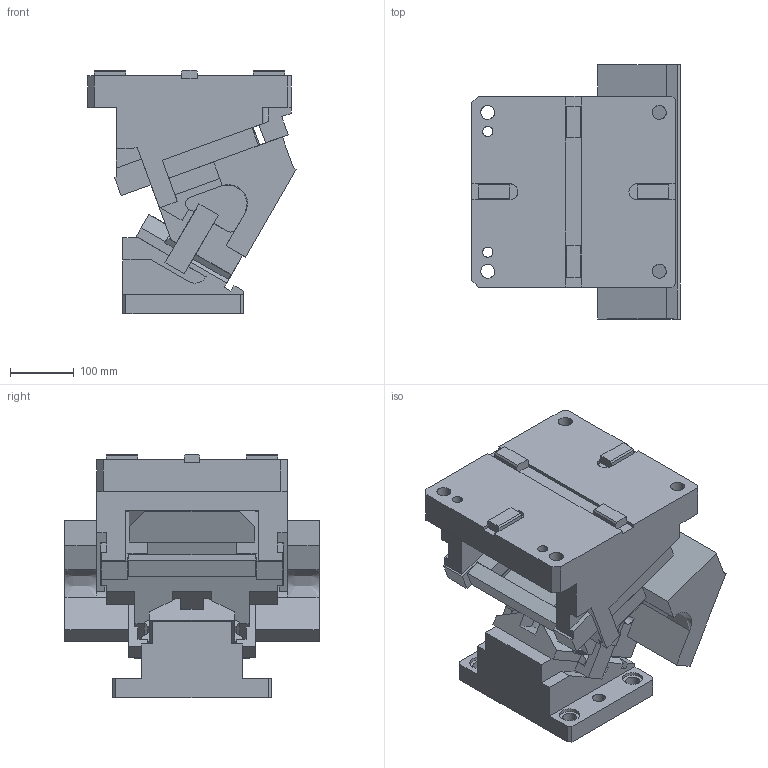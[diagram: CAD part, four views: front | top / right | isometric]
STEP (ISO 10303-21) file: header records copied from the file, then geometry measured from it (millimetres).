
FILE_DESCRIPTION(('CATIA V5 STEP Exchange'),'2;1');
FILE_NAME('CACN_400_30.stp','2015-04-27T12:27:11+00:00',('none'),('none'),'CATIA Version 5 Release 19 SP 2 (IN-10)','CATIA V5 STEP AP203','none');
FILE_SCHEMA(('CONFIG_CONTROL_DESIGN'));
Length unit declared in the file: millimetre
Products named in the file (1): CACN_400_30
Bounding box: 327.83 x 400 x 384 mm (x, y, z)
Volume: 20839473.9 mm3; surface area: 1135748.2 mm2
Topology: 3 solids, 3 shells, 331 faces, 955 edges, 638 vertices
Faces by surface type: plane 259, cylinder 70, extrusion 2
Entity records: 11508 total; most frequent: CARTESIAN_POINT 3180, ORIENTED_EDGE 1910, DIRECTION 1376, EDGE_CURVE 955, VECTOR 810, LINE 808, VERTEX_POINT 638, EDGE_LOOP 365
